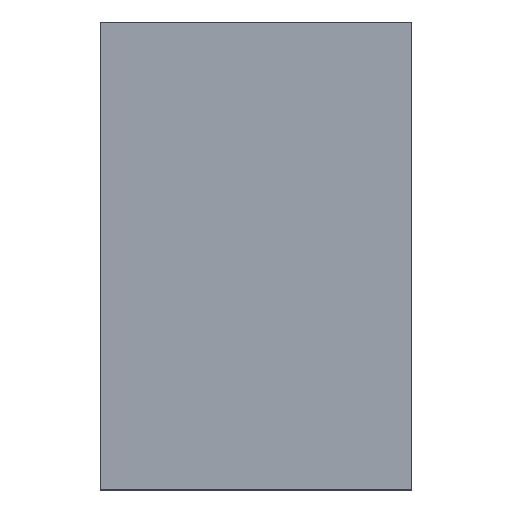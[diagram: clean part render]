
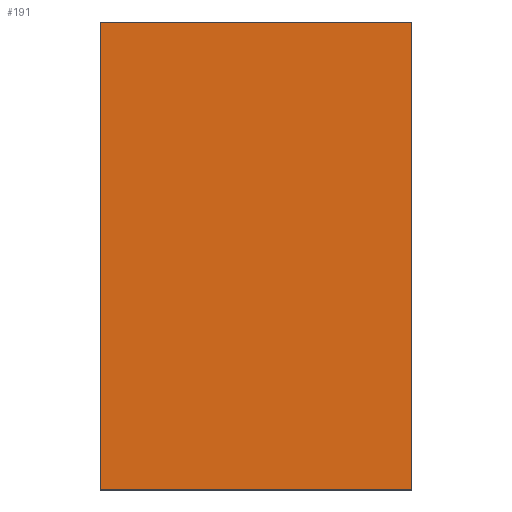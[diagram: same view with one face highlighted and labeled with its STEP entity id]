
A CAD part, top view. The second image highlights one B-rep face of the part: STEP entity #191.
In plain terms, the highlighted planar face has unit normal (0, 0, 1).
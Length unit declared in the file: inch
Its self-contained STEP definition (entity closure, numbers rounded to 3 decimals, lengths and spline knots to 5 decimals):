
#5 = DIRECTION ( 'NONE',  ( 0., -1., 0. ) ) ;
#6 = CARTESIAN_POINT ( 'NONE',  ( 0., 0., 0.0055 ) ) ;
#7 = LINE ( 'NONE', #6, #178 ) ;
#8 = DIRECTION ( 'NONE',  ( -1., 0., 0. ) ) ;
#9 = CARTESIAN_POINT ( 'NONE',  ( 0., 6., 0.0055 ) ) ;
#10 = LINE ( 'NONE', #9, #185 ) ;
#14 = DIRECTION ( 'NONE',  ( 0., 1., 0. ) ) ;
#15 = CARTESIAN_POINT ( 'NONE',  ( 4., 0., 0.0055 ) ) ;
#16 = LINE ( 'NONE', #15, #189 ) ;
#23 = DIRECTION ( 'NONE',  ( 1., 0., 0. ) ) ;
#24 = CARTESIAN_POINT ( 'NONE',  ( 0., 0., 0.0055 ) ) ;
#25 = LINE ( 'NONE', #24, #171 ) ;
#42 = DIRECTION ( 'NONE',  ( -1., 0., 0. ) ) ;
#43 = DIRECTION ( 'NONE',  ( 0., 0., -1. ) ) ;
#44 = CARTESIAN_POINT ( 'NONE',  ( 0., 0., 0.0055 ) ) ;
#45 = PLANE ( 'NONE',  #117 ) ;
#48 = EDGE_LOOP ( 'NONE', ( #77, #76, #75, #79 ) ) ;
#63 = CARTESIAN_POINT ( 'NONE',  ( 0., 0., 0.0055 ) ) ;
#64 = CARTESIAN_POINT ( 'NONE',  ( 4., 6., 0.0055 ) ) ;
#66 = CARTESIAN_POINT ( 'NONE',  ( 4., 0., 0.0055 ) ) ;
#68 = CARTESIAN_POINT ( 'NONE',  ( 0., 6., 0.0055 ) ) ;
#75 = ORIENTED_EDGE ( 'NONE', *, *, #199, .T. ) ;
#76 = ORIENTED_EDGE ( 'NONE', *, *, #196, .T. ) ;
#77 = ORIENTED_EDGE ( 'NONE', *, *, #203, .T. ) ;
#79 = ORIENTED_EDGE ( 'NONE', *, *, #201, .T. ) ;
#83 = VERTEX_POINT ( 'NONE', #68 ) ;
#85 = VERTEX_POINT ( 'NONE', #66 ) ;
#87 = VERTEX_POINT ( 'NONE', #64 ) ;
#88 = VERTEX_POINT ( 'NONE', #63 ) ;
#117 = AXIS2_PLACEMENT_3D ( 'NONE', #44, #43, #42 ) ;
#122 = FACE_OUTER_BOUND ( 'NONE', #48, .T. ) ;
#171 = VECTOR ( 'NONE', #23, 39.37008 ) ;
#178 = VECTOR ( 'NONE', #5, 39.37008 ) ;
#185 = VECTOR ( 'NONE', #8, 39.37008 ) ;
#189 = VECTOR ( 'NONE', #14, 39.37008 ) ;
#191 = ADVANCED_FACE ( 'NONE', ( #122 ), #45, .F. ) ;
#196 = EDGE_CURVE ( 'NONE', #88, #85, #25, .T. ) ;
#199 = EDGE_CURVE ( 'NONE', #85, #87, #16, .T. ) ;
#201 = EDGE_CURVE ( 'NONE', #87, #83, #10, .T. ) ;
#203 = EDGE_CURVE ( 'NONE', #83, #88, #7, .T. ) ;
